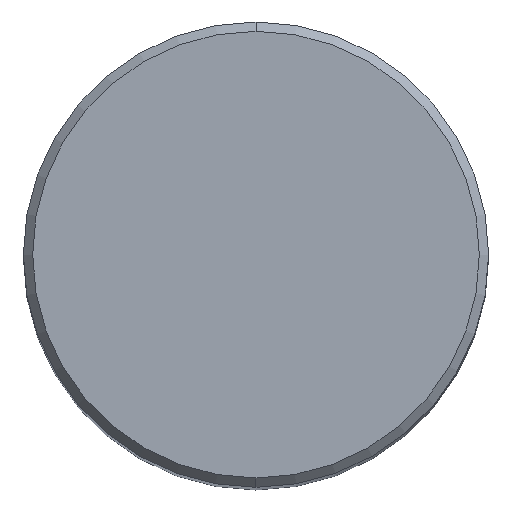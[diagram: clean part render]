
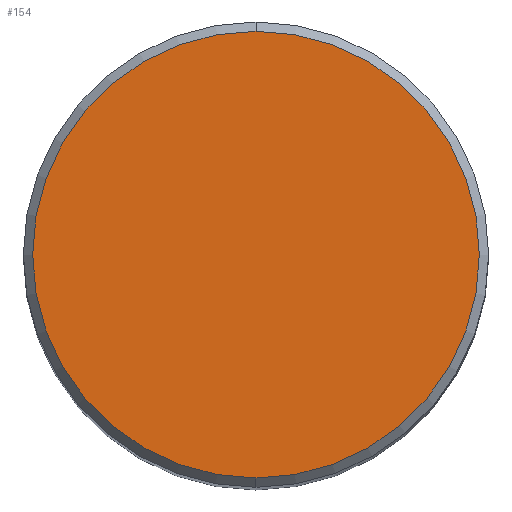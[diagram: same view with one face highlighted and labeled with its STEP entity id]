
A CAD part, top view. The second image highlights one B-rep face of the part: STEP entity #154.
In plain terms, the highlighted planar face has unit normal (0, 0, 1).
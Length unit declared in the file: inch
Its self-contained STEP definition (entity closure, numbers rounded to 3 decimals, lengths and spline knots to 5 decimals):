
#11 = CARTESIAN_POINT ( 'NONE',  ( 0., 0.36, 0. ) ) ;
#35 = VERTEX_POINT ( 'NONE', #11 ) ;
#43 = DIRECTION ( 'NONE',  ( 0., 0., 1. ) ) ;
#45 = EDGE_CURVE ( 'NONE', #35, #354, #482, .T. ) ;
#55 = DIRECTION ( 'NONE',  ( 0., 0., 1. ) ) ;
#56 = AXIS2_PLACEMENT_3D ( 'NONE', #403, #43, #179 ) ;
#69 = PLANE ( 'NONE',  #332 ) ;
#101 = CARTESIAN_POINT ( 'NONE',  ( 0., 0.36, 0. ) ) ;
#154 = ADVANCED_FACE ( 'NONE', ( #260 ), #69, .F. ) ;
#174 = DIRECTION ( 'NONE',  ( 0., -1., 0. ) ) ;
#179 = DIRECTION ( 'NONE',  ( 0., -1., 0. ) ) ;
#259 = DIRECTION ( 'NONE',  ( 0., 1., 0. ) ) ;
#260 = FACE_OUTER_BOUND ( 'NONE', #361, .T. ) ;
#282 = ORIENTED_EDGE ( 'NONE', *, *, #460, .T. ) ;
#301 = DIRECTION ( 'NONE',  ( 0., 0., -1. ) ) ;
#332 = AXIS2_PLACEMENT_3D ( 'NONE', #101, #301, #259 ) ;
#354 = VERTEX_POINT ( 'NONE', #420 ) ;
#361 = EDGE_LOOP ( 'NONE', ( #437, #282 ) ) ;
#403 = CARTESIAN_POINT ( 'NONE',  ( 0., 0., 0. ) ) ;
#404 = CARTESIAN_POINT ( 'NONE',  ( 0., 0., 0. ) ) ;
#412 = AXIS2_PLACEMENT_3D ( 'NONE', #404, #55, #174 ) ;
#420 = CARTESIAN_POINT ( 'NONE',  ( 0., -0.36, 0. ) ) ;
#437 = ORIENTED_EDGE ( 'NONE', *, *, #45, .T. ) ;
#460 = EDGE_CURVE ( 'NONE', #354, #35, #500, .T. ) ;
#482 = CIRCLE ( 'NONE', #412, 0.36 ) ;
#500 = CIRCLE ( 'NONE', #56, 0.36 ) ;
